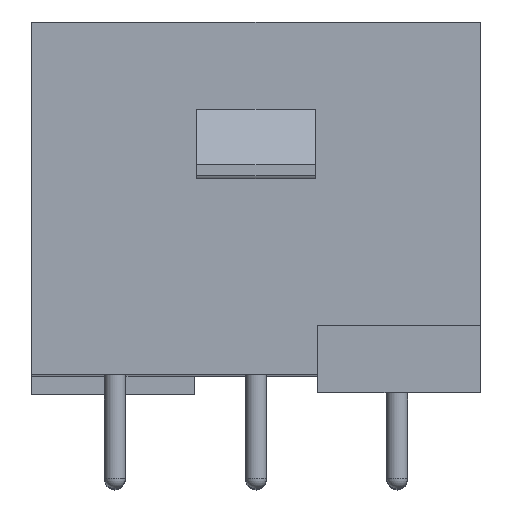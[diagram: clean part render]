
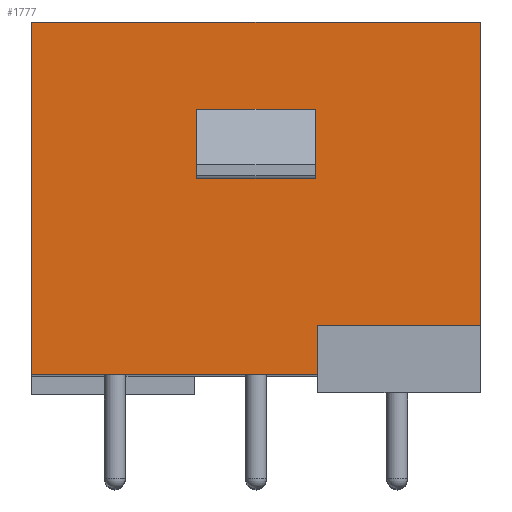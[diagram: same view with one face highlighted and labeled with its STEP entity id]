
A CAD part, top view. The second image highlights one B-rep face of the part: STEP entity #1777.
In plain terms, the highlighted planar face has unit normal (0, 0, 1).
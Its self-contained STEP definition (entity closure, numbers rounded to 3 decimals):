
#10=DIRECTION('',(1.,0.,0.));
#11=VECTOR('',#10,10.3);
#12=CARTESIAN_POINT('',(-8.075,0.,15.625));
#13=LINE('',#12,#11);
#342=DIRECTION('',(0.,-1.,0.));
#343=VECTOR('',#342,2.5);
#344=CARTESIAN_POINT('',(2.125,9.55,15.625));
#345=LINE('',#344,#343);
#346=DIRECTION('',(1.,0.,0.));
#347=VECTOR('',#346,4.25);
#348=CARTESIAN_POINT('',(-2.125,9.55,15.625));
#349=LINE('',#348,#347);
#350=DIRECTION('',(0.,-1.,0.));
#351=VECTOR('',#350,2.5);
#352=CARTESIAN_POINT('',(-2.125,9.55,15.625));
#353=LINE('',#352,#351);
#354=DIRECTION('',(1.,0.,0.));
#355=VECTOR('',#354,4.25);
#356=CARTESIAN_POINT('',(-2.125,7.05,15.625));
#357=LINE('',#356,#355);
#358=DIRECTION('',(1.,0.,0.));
#359=VECTOR('',#358,5.85);
#360=CARTESIAN_POINT('',(2.225,1.75,15.625));
#361=LINE('',#360,#359);
#362=DIRECTION('',(0.,1.,0.));
#363=VECTOR('',#362,1.75);
#364=CARTESIAN_POINT('',(2.225,0.,15.625));
#365=LINE('',#364,#363);
#366=DIRECTION('',(0.,1.,0.));
#367=VECTOR('',#366,12.7);
#368=CARTESIAN_POINT('',(-8.075,0.,15.625));
#369=LINE('',#368,#367);
#562=DIRECTION('',(1.,0.,0.));
#563=VECTOR('',#562,16.15);
#564=CARTESIAN_POINT('',(-8.075,12.7,15.625));
#565=LINE('',#564,#563);
#582=DIRECTION('',(0.,1.,0.));
#583=VECTOR('',#582,10.95);
#584=CARTESIAN_POINT('',(8.075,1.75,15.625));
#585=LINE('',#584,#583);
#1107=CARTESIAN_POINT('',(-8.075,12.7,15.625));
#1109=VERTEX_POINT('',#1107);
#1110=CARTESIAN_POINT('',(8.075,12.7,15.625));
#1112=VERTEX_POINT('',#1110);
#1122=CARTESIAN_POINT('',(-8.075,0.,15.625));
#1123=VERTEX_POINT('',#1122);
#1172=CARTESIAN_POINT('',(2.125,9.55,15.625));
#1173=CARTESIAN_POINT('',(2.125,7.05,15.625));
#1174=VERTEX_POINT('',#1172);
#1175=VERTEX_POINT('',#1173);
#1176=CARTESIAN_POINT('',(-2.125,9.55,15.625));
#1177=CARTESIAN_POINT('',(-2.125,7.05,15.625));
#1178=VERTEX_POINT('',#1176);
#1179=VERTEX_POINT('',#1177);
#1212=CARTESIAN_POINT('',(2.225,0.,15.625));
#1214=VERTEX_POINT('',#1212);
#1222=CARTESIAN_POINT('',(2.225,1.75,15.625));
#1223=CARTESIAN_POINT('',(8.075,1.75,15.625));
#1224=VERTEX_POINT('',#1222);
#1225=VERTEX_POINT('',#1223);
#1751=CARTESIAN_POINT('',(-8.075,0.,15.625));
#1752=DIRECTION('',(0.,0.,1.));
#1753=DIRECTION('',(1.,0.,0.));
#1754=AXIS2_PLACEMENT_3D('',#1751,#1752,#1753);
#1755=PLANE('',#1754);
#1757=ORIENTED_EDGE('',*,*,#1756,.F.);
#1759=ORIENTED_EDGE('',*,*,#1758,.F.);
#1760=ORIENTED_EDGE('',*,*,#1433,.F.);
#1762=ORIENTED_EDGE('',*,*,#1761,.T.);
#1764=ORIENTED_EDGE('',*,*,#1763,.T.);
#1766=ORIENTED_EDGE('',*,*,#1765,.F.);
#1767=EDGE_LOOP('',(#1757,#1759,#1760,#1762,#1764,#1766));
#1768=FACE_OUTER_BOUND('',#1767,.F.);
#1769=ORIENTED_EDGE('',*,*,#1633,.F.);
#1771=ORIENTED_EDGE('',*,*,#1770,.F.);
#1772=ORIENTED_EDGE('',*,*,#1685,.T.);
#1774=ORIENTED_EDGE('',*,*,#1773,.T.);
#1775=EDGE_LOOP('',(#1769,#1771,#1772,#1774));
#1776=FACE_BOUND('',#1775,.F.);
#1777=ADVANCED_FACE('',(#1768,#1776),#1755,.T.);
#1433=EDGE_CURVE('',#1123,#1214,#13,.T.);
#1633=EDGE_CURVE('',#1174,#1175,#345,.T.);
#1685=EDGE_CURVE('',#1178,#1179,#353,.T.);
#1756=EDGE_CURVE('',#1224,#1225,#361,.T.);
#1758=EDGE_CURVE('',#1214,#1224,#365,.T.);
#1761=EDGE_CURVE('',#1123,#1109,#369,.T.);
#1763=EDGE_CURVE('',#1109,#1112,#565,.T.);
#1765=EDGE_CURVE('',#1225,#1112,#585,.T.);
#1770=EDGE_CURVE('',#1178,#1174,#349,.T.);
#1773=EDGE_CURVE('',#1179,#1175,#357,.T.);
